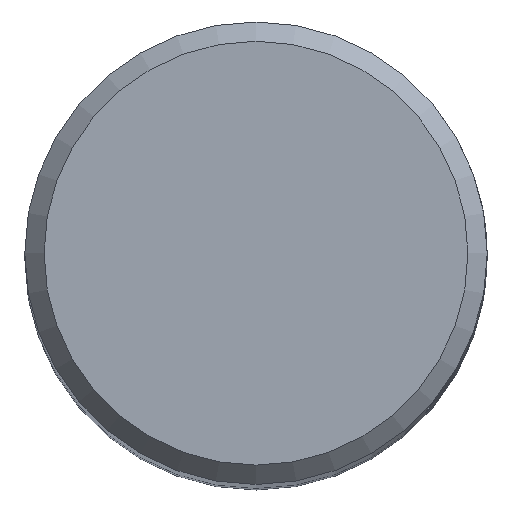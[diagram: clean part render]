
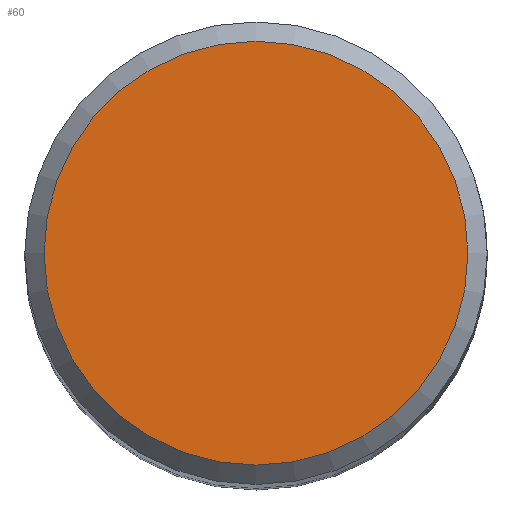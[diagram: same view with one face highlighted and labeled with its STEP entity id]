
A CAD part, top view. The second image highlights one B-rep face of the part: STEP entity #60.
In plain terms, the highlighted planar face has unit normal (0, 0, 1).
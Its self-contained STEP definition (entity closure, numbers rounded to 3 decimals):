
#45=PLANE('',#248);
#52=FACE_OUTER_BOUND('',#86,.T.);
#60=ADVANCED_FACE('',(#52),#45,.T.);
#86=EDGE_LOOP('',(#105));
#105=ORIENTED_EDGE('',*,*,#138,.T.);
#128=VERTEX_POINT('',#356);
#138=EDGE_CURVE('',#128,#128,#146,.T.);
#146=CIRCLE('',#247,5.5);
#247=AXIS2_PLACEMENT_3D('',#355,#287,#288);
#248=AXIS2_PLACEMENT_3D('',#357,#289,#290);
#287=DIRECTION('',(0.,0.,1.));
#288=DIRECTION('',(1.,0.,0.));
#289=DIRECTION('',(0.,0.,1.));
#290=DIRECTION('',(1.,0.,0.));
#355=CARTESIAN_POINT('',(0.,0.,0.));
#356=CARTESIAN_POINT('',(5.5,0.,0.));
#357=CARTESIAN_POINT('',(0.,0.,0.));
